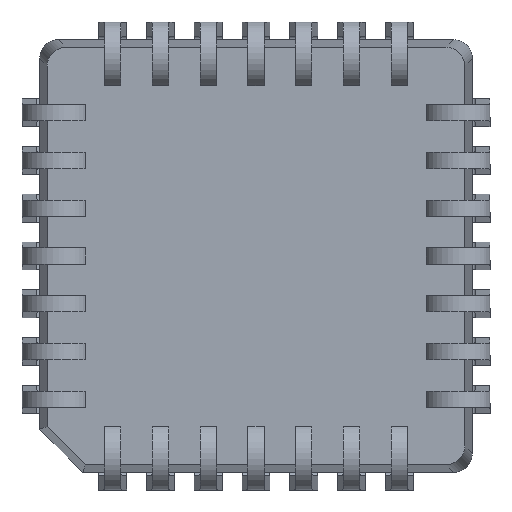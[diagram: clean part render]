
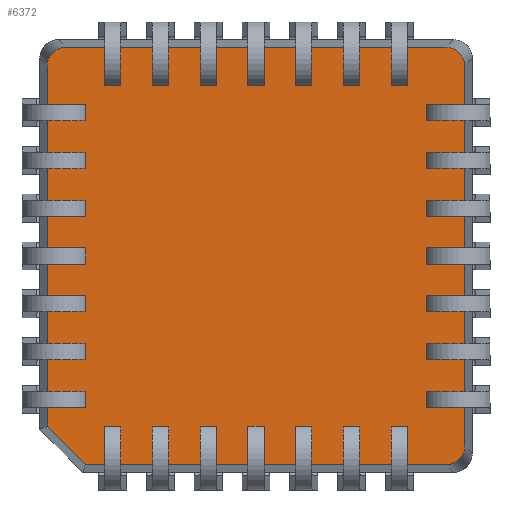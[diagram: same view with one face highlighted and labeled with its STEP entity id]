
A CAD part, front view. The second image highlights one B-rep face of the part: STEP entity #6372.
In plain terms, the highlighted planar face has unit normal (0, -1, 0).
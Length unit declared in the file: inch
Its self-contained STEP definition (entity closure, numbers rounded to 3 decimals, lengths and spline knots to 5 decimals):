
#403 = ORIENTED_EDGE ( 'NONE', *, *, #13118, .T. ) ;
#501 = ORIENTED_EDGE ( 'NONE', *, *, #14665, .T. ) ;
#639 = VERTEX_POINT ( 'NONE', #2704 ) ;
#869 = ORIENTED_EDGE ( 'NONE', *, *, #11387, .T. ) ;
#1208 = PLANE ( 'NONE',  #14389 ) ;
#1366 = CARTESIAN_POINT ( 'NONE',  ( 0., 0.02, 0. ) ) ;
#1655 = VECTOR ( 'NONE', #6817, 39.37008 ) ;
#1760 = EDGE_CURVE ( 'NONE', #7589, #639, #13301, .T. ) ;
#1969 = VERTEX_POINT ( 'NONE', #14642 ) ;
#2489 = VECTOR ( 'NONE', #3744, 39.37008 ) ;
#2640 = CARTESIAN_POINT ( 'NONE',  ( 0.19873, 0.02, -0.21862 ) ) ;
#2690 = VERTEX_POINT ( 'NONE', #7620 ) ;
#2704 = CARTESIAN_POINT ( 'NONE',  ( -0.21862, 0.02, -0.17823 ) ) ;
#2941 =( BOUNDED_CURVE ( )  B_SPLINE_CURVE ( 3, ( #12133, #9776, #14459, #10800 ),
 .UNSPECIFIED., .F., .F. ) 
 B_SPLINE_CURVE_WITH_KNOTS ( ( 4, 4 ),
 ( 5.50325, 7.06312 ),
 .UNSPECIFIED. ) 
 CURVE ( )  GEOMETRIC_REPRESENTATION_ITEM ( )  RATIONAL_B_SPLINE_CURVE ( ( 1., 0.807, 0.807, 1. ) ) 
 REPRESENTATION_ITEM ( '' )  );
#3049 = ORIENTED_EDGE ( 'NONE', *, *, #9773, .T. ) ;
#3051 = ORIENTED_EDGE ( 'NONE', *, *, #1760, .T. ) ;
#3155 = FACE_OUTER_BOUND ( 'NONE', #8070, .T. ) ;
#3159 = CARTESIAN_POINT ( 'NONE',  ( -0.21862, 0.02, 0. ) ) ;
#3287 = VECTOR ( 'NONE', #3910, 39.37008 ) ;
#3708 = ORIENTED_EDGE ( 'NONE', *, *, #15438, .T. ) ;
#3744 = DIRECTION ( 'NONE',  ( 0.707, 0., -0.707 ) ) ;
#3910 = DIRECTION ( 'NONE',  ( 0., 0., 1. ) ) ;
#4529 = CARTESIAN_POINT ( 'NONE',  ( 0.19873, 0.02, 0.21862 ) ) ;
#5503 = DIRECTION ( 'NONE',  ( 1., 0., 0. ) ) ;
#5743 = LINE ( 'NONE', #5948, #2489 ) ;
#5948 = CARTESIAN_POINT ( 'NONE',  ( -0.19843, 0.02, -0.19843 ) ) ;
#6372 = ADVANCED_FACE ( 'NONE', ( #3155 ), #1208, .F. ) ;
#6552 = LINE ( 'NONE', #8792, #3287 ) ;
#6748 = VECTOR ( 'NONE', #5503, 39.37008 ) ;
#6782 = CARTESIAN_POINT ( 'NONE',  ( 0.19873, 0.02, 0.21862 ) ) ;
#6817 = DIRECTION ( 'NONE',  ( 0., 0., -1. ) ) ;
#7290 = EDGE_CURVE ( 'NONE', #2690, #11934, #7385, .T. ) ;
#7385 =( BOUNDED_CURVE ( )  B_SPLINE_CURVE ( 3, ( #2640, #8874, #14889, #9889 ),
 .UNSPECIFIED., .F., .F. ) 
 B_SPLINE_CURVE_WITH_KNOTS ( ( 4, 4 ),
 ( 2.36166, 3.92153 ),
 .UNSPECIFIED. ) 
 CURVE ( )  GEOMETRIC_REPRESENTATION_ITEM ( )  RATIONAL_B_SPLINE_CURVE ( ( 1., 0.807, 0.807, 1. ) ) 
 REPRESENTATION_ITEM ( '' )  );
#7445 = DIRECTION ( 'NONE',  ( 0., 1., 0. ) ) ;
#7589 = VERTEX_POINT ( 'NONE', #14298 ) ;
#7620 = CARTESIAN_POINT ( 'NONE',  ( 0.19873, 0.02, -0.21862 ) ) ;
#8070 = EDGE_LOOP ( 'NONE', ( #403, #14814, #501, #3708, #869, #3049, #3051, #10292 ) ) ;
#8099 = LINE ( 'NONE', #9046, #6748 ) ;
#8792 = CARTESIAN_POINT ( 'NONE',  ( 0.21862, 0.02, 0. ) ) ;
#8874 = CARTESIAN_POINT ( 'NONE',  ( 0.2104, 0.02, -0.21862 ) ) ;
#8950 =( BOUNDED_CURVE ( )  B_SPLINE_CURVE ( 3, ( #9677, #13055, #14252, #4529 ),
 .UNSPECIFIED., .F., .F. ) 
 B_SPLINE_CURVE_WITH_KNOTS ( ( 4, 4 ),
 ( 2.36166, 3.92153 ),
 .UNSPECIFIED. ) 
 CURVE ( )  GEOMETRIC_REPRESENTATION_ITEM ( )  RATIONAL_B_SPLINE_CURVE ( ( 1., 0.807, 0.807, 1. ) ) 
 REPRESENTATION_ITEM ( '' )  );
#9046 = CARTESIAN_POINT ( 'NONE',  ( 0., 0.02, -0.21862 ) ) ;
#9393 = CARTESIAN_POINT ( 'NONE',  ( 0.21862, 0.02, 0.19873 ) ) ;
#9559 = DIRECTION ( 'NONE',  ( -1., 0., 0. ) ) ;
#9677 = CARTESIAN_POINT ( 'NONE',  ( 0.21862, 0.02, 0.19873 ) ) ;
#9773 = EDGE_CURVE ( 'NONE', #14830, #7589, #2941, .T. ) ;
#9776 = CARTESIAN_POINT ( 'NONE',  ( -0.2104, 0.02, 0.21862 ) ) ;
#9889 = CARTESIAN_POINT ( 'NONE',  ( 0.21862, 0.02, -0.19873 ) ) ;
#10097 = VERTEX_POINT ( 'NONE', #6782 ) ;
#10235 = VERTEX_POINT ( 'NONE', #9393 ) ;
#10292 = ORIENTED_EDGE ( 'NONE', *, *, #13973, .T. ) ;
#10800 = CARTESIAN_POINT ( 'NONE',  ( -0.21862, 0.02, 0.19873 ) ) ;
#10841 = VECTOR ( 'NONE', #9559, 39.37008 ) ;
#11387 = EDGE_CURVE ( 'NONE', #10097, #14830, #14125, .T. ) ;
#11471 = CARTESIAN_POINT ( 'NONE',  ( 0.21862, 0.02, -0.19873 ) ) ;
#11934 = VERTEX_POINT ( 'NONE', #11471 ) ;
#12133 = CARTESIAN_POINT ( 'NONE',  ( -0.19873, 0.02, 0.21862 ) ) ;
#13055 = CARTESIAN_POINT ( 'NONE',  ( 0.21862, 0.02, 0.2104 ) ) ;
#13118 = EDGE_CURVE ( 'NONE', #1969, #2690, #8099, .T. ) ;
#13301 = LINE ( 'NONE', #3159, #1655 ) ;
#13973 = EDGE_CURVE ( 'NONE', #639, #1969, #5743, .T. ) ;
#14125 = LINE ( 'NONE', #15737, #10841 ) ;
#14252 = CARTESIAN_POINT ( 'NONE',  ( 0.2104, 0.02, 0.21862 ) ) ;
#14298 = CARTESIAN_POINT ( 'NONE',  ( -0.21862, 0.02, 0.19873 ) ) ;
#14389 = AXIS2_PLACEMENT_3D ( 'NONE', #1366, #7445, #14866 ) ;
#14459 = CARTESIAN_POINT ( 'NONE',  ( -0.21862, 0.02, 0.2104 ) ) ;
#14642 = CARTESIAN_POINT ( 'NONE',  ( -0.17823, 0.02, -0.21862 ) ) ;
#14665 = EDGE_CURVE ( 'NONE', #11934, #10235, #6552, .T. ) ;
#14814 = ORIENTED_EDGE ( 'NONE', *, *, #7290, .T. ) ;
#14830 = VERTEX_POINT ( 'NONE', #15453 ) ;
#14866 = DIRECTION ( 'NONE',  ( 0., 0., 1. ) ) ;
#14889 = CARTESIAN_POINT ( 'NONE',  ( 0.21862, 0.02, -0.2104 ) ) ;
#15438 = EDGE_CURVE ( 'NONE', #10235, #10097, #8950, .T. ) ;
#15453 = CARTESIAN_POINT ( 'NONE',  ( -0.19873, 0.02, 0.21862 ) ) ;
#15737 = CARTESIAN_POINT ( 'NONE',  ( 0., 0.02, 0.21862 ) ) ;
